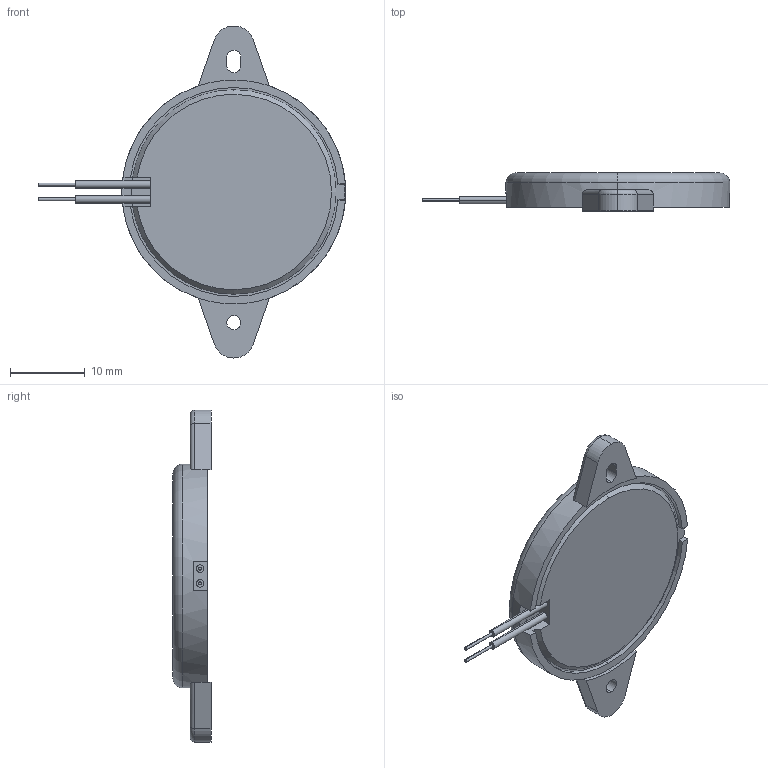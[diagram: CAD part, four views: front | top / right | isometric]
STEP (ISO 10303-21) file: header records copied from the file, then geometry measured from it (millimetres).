
FILE_DESCRIPTION(('STEP AP214'),'1');
FILE_NAME('CPE-827.stp','2017-01-11T20:31:19',('TraceParts'),('TraceParts S.A.'),'Spatial InterOp 3D',' ',' ');
FILE_SCHEMA(('automotive_design'));
Length unit declared in the file: millimetre
Products named in the file (1): Split Line8
Bounding box: 41.2 x 5.1 x 44.5 mm (x, y, z)
Volume: 3212.4 mm3; surface area: 2580.4 mm2
Topology: 1 solids, 1 shells, 81 faces, 203 edges, 130 vertices
Faces by surface type: cylinder 39, plane 33, torus 6, cone 3
Entity records: 3155 total; most frequent: DIRECTION 460, CARTESIAN_POINT 453, ORIENTED_EDGE 406, EDGE_CURVE 203, AXIS2_PLACEMENT_3D 181, VERTEX_POINT 130, CIRCLE 99, LINE 98
